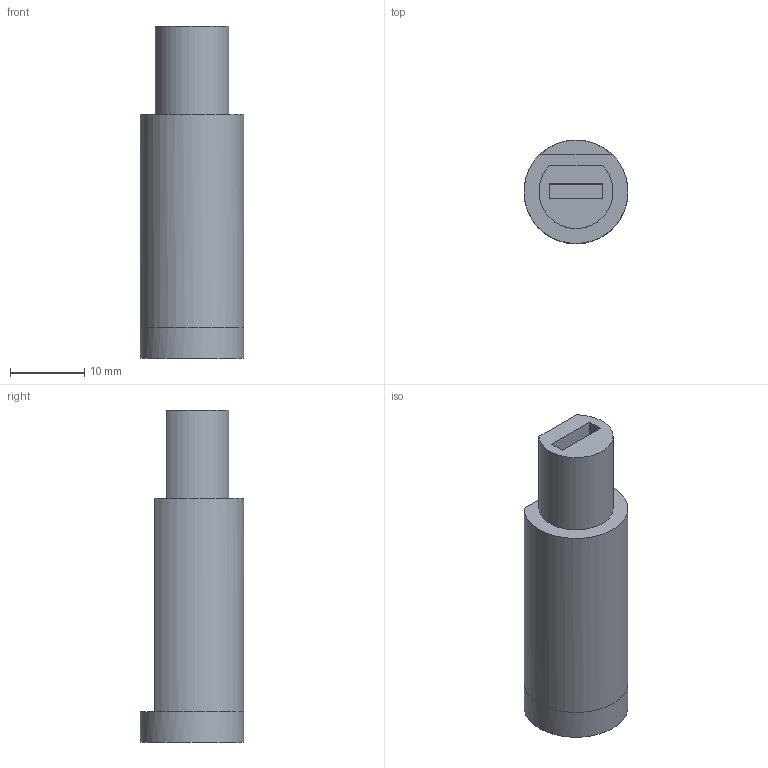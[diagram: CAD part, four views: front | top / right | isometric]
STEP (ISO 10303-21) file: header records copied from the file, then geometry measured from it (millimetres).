
FILE_DESCRIPTION(('FreeCAD Model'),'2;1');
FILE_NAME('GCgamepad.step','2018-04-29T18:26:15',('Author'),(''), 'Open CASCADE STEP processor 7.1','FreeCAD','Unknown');
FILE_SCHEMA(('AUTOMOTIVE_DESIGN { 1 0 10303 214 1 1 1 1 }'));
Length unit declared in the file: millimetre
Products named in the file (2): Body; conn
Bounding box: 14 x 14 x 44.74 mm (x, y, z)
Volume: 5399.9 mm3; surface area: 2372.5 mm2
Topology: 2 solids, 2 shells, 15 faces, 28 edges, 18 vertices
Faces by surface type: plane 12, cylinder 3
Full cylindrical faces by diameter (mm): 14 x1
Entity records: 777 total; most frequent: DIRECTION 123, CARTESIAN_POINT 118, LINE 72, VECTOR 72, ORIENTED_EDGE 56, PCURVE 56, DEFINITIONAL_REPRESENTATION 56, EDGE_CURVE 28
